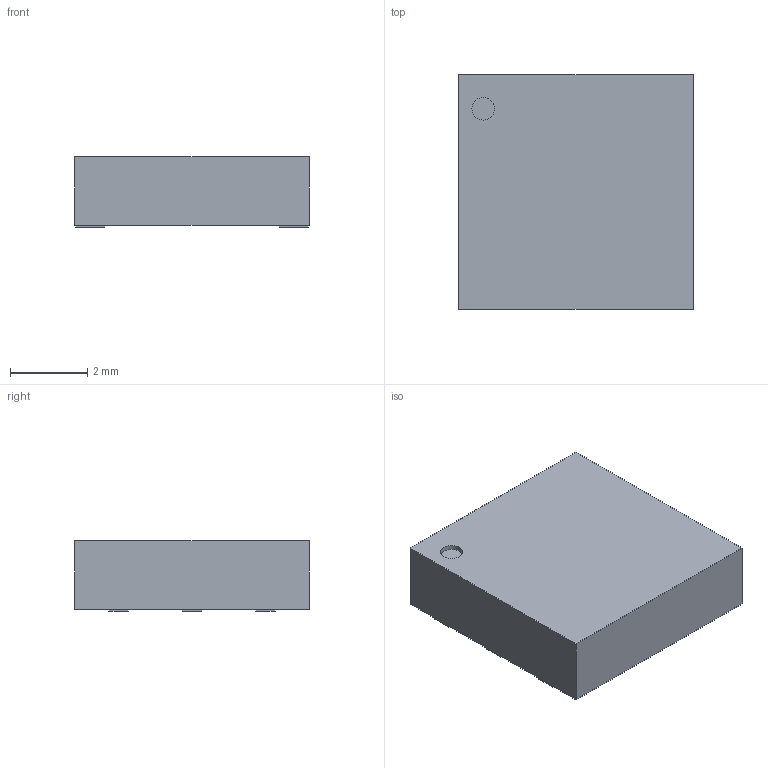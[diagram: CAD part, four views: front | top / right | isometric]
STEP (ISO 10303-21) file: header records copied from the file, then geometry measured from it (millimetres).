
FILE_DESCRIPTION(/* description */ (''),/* implementation_level */ '2;1');
FILE_NAME(/* name */ 'Monzite_MCI050N400D06A v2.step',/* time_stamp */ '2023-06-08T23:55:54-04:00',/* author */ (''),/* organization */ (''),/* preprocessor_version */ 'ST-DEVELOPER v19.2',/* originating_system */ 'Autodesk Translation Framework v12.6.0.85',/* authorisation */ '');
FILE_SCHEMA (('AUTOMOTIVE_DESIGN { 1 0 10303 214 3 1 1 }'));
Length unit declared in the file: inch
Products named in the file (3): Monzite_MCI050N400D06A; Component1; Component2
Assembly tree (7 placements, depth 2):
  Monzite_MCI050N400D06A
    Component1
    Component2  x6
Bounding box: 6.1 x 6.1 x 1.83 mm (x, y, z)
Volume: 66.2 mm3; surface area: 123.3 mm2
Topology: 7 solids, 7 shells, 44 faces, 87 edges, 58 vertices
Faces by surface type: plane 43, cylinder 1
Full cylindrical faces by diameter (mm): 0.588 x1
Entity records: 508 total; most frequent: DIRECTION 77, CARTESIAN_POINT 69, ORIENTED_EDGE 54, EDGE_CURVE 27, AXIS2_PLACEMENT_3D 26, LINE 25, VECTOR 25, VERTEX_POINT 18
